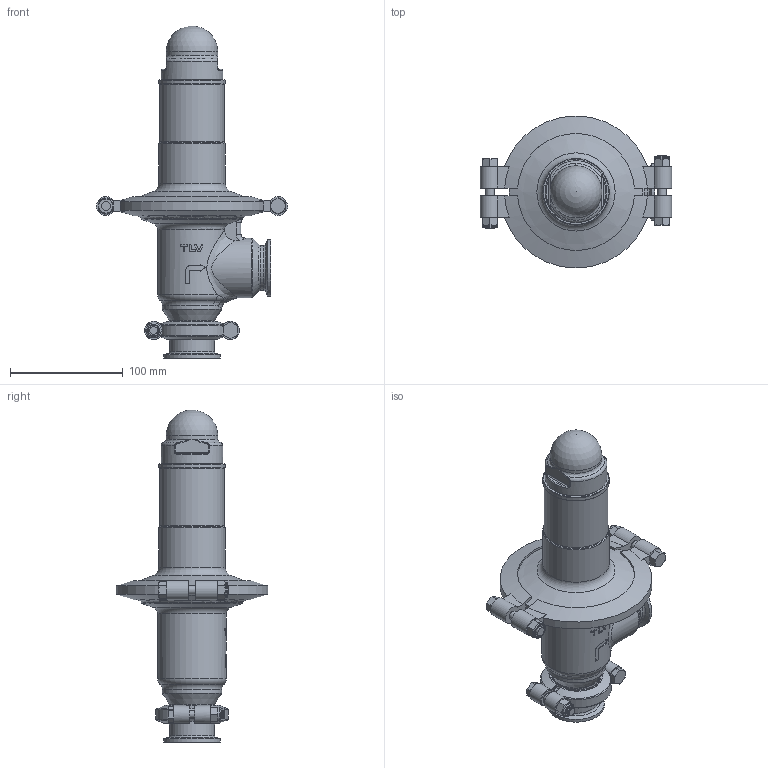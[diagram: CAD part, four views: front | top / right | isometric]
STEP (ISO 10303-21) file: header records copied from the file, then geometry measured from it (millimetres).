
FILE_DESCRIPTION(/* description */ (''),/* implementation_level */ '2;1');
FILE_NAME(/* name */ 'dr800-038-iso00-00.stp',/* time_stamp */ '2023-07-19T10:47:36+09:00',/* author */ ('nakaot'),/* organization */ (''),/* preprocessor_version */ 'ST-DEVELOPER v18.1',/* originating_system */ 'Autodesk Inventor 2022',/* authorisation */ '');
FILE_SCHEMA (('AUTOMOTIVE_DESIGN { 1 0 10303 214 3 1 1 }'));
Length unit declared in the file: millimetre
Products named in the file (1): 38_DR8_SYM
Bounding box: 169.94 x 134.55 x 295 mm (x, y, z)
Volume: 1017208.3 mm3; surface area: 113348.6 mm2
Topology: 2 solids, 8 shells, 528 faces, 1280 edges, 780 vertices
Faces by surface type: plane 159, cylinder 133, cone 87, torus 69, bspline 55, sphere 25
Full cylindrical faces by diameter (mm): 3 x1, 6 x6, 7 x14, 8 x4, 9 x4, 9.436 x2, 12.491 x2, 13 x2, 14 x2, 35.6 x2, 40 x3, 46 x1, 50.5 x3, 53 x2, 55 x1, 57 x1, 59 x2
Entity records: 21137 total; most frequent: CARTESIAN_POINT 8785, ORIENTED_EDGE 2550, DIRECTION 2454, EDGE_CURVE 1275, AXIS2_PLACEMENT_3D 1021, VERTEX_POINT 780, EDGE_LOOP 563, FACE_OUTER_BOUND 528
